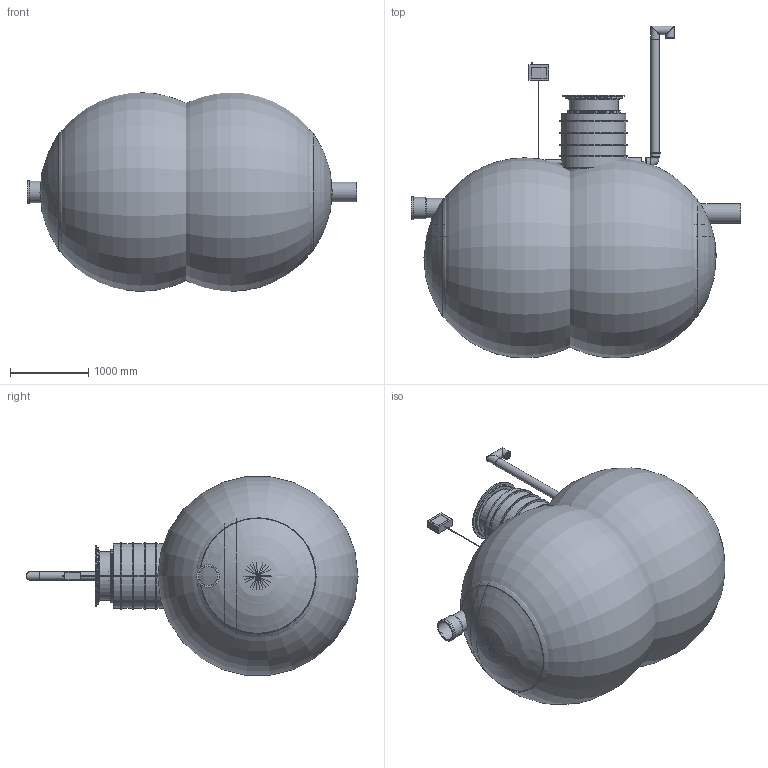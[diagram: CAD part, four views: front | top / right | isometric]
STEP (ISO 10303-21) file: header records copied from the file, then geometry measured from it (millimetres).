
FILE_DESCRIPTION(/* description */ ('Unknown'),/* implementation_level */ '2;1');
FILE_NAME(/* name */ 'EQ 1.klassi õlieraldaja NS30 ilma liivata',/* time_stamp */ '2023-04-13T13:24:30+03:00',/* author */ ('Unknown'),/* organization */ ('Unknown'),/* preprocessor_version */ 'ST-DEVELOPER v18.1',/* originating_system */ 'Solid Edge',/* authorisation */ 'Unknown');
FILE_SCHEMA (('AUTOMOTIVE_DESIGN {1 0 10303 214 3 1 1}'));
Length unit declared in the file: millimetre
Products named in the file (49): EQ 1.klassi eraldaja NS30 ilma liivata; EQ kestakoost NS30 ilma liivata; SilinderD1600_NS30 ilma liivata; Ots1_D1600_2500.113; Ots2 D1600_2500.112; PVC_polv_250; Sisendtoru_2500.106; Valjundtoru_2500.109; 2641.200 filtrikastikoost; 2641.115_vahesein2; 2641.201; 2641.202; 2641.203; Raam kahele filtriplokile 2631.000_var2; 2631.001_var2; 2631.002_var2; Polt_M6x20HK; Mutter M6 a2_NY; Filter HD Q-PAC; 2641.204; Valjundtoru_pikendusD1600_2641.110; PVC Kaksikmuhv d250; EQ olimaht NS30_D1600 ilma liivata; D800 uus rotost teeninduskaev_lisaga 20.02.23; 2697.001 tihend teeninduskaevule 670_var2; Malmluuk_D600_(Ginmika); Malmluugi_korpus_D600_(Ginmika); Malmluugi_kaan_D600_(Ginmika); 2703.001; D800 rototeeninduskaev proov D800 kp kylge tihendiga_NS20le; D800 KP silinder 9.12.19; Tihend teeninduskaevule 800; RoundTubing 25x2.3_oa_0; PE_vent_malm_L=1500; PVC_polv_110; PE venttoru DN100 L=1500; Rotoventiots; RoundTubing 110x6.6_oa_1; RoundTubing 63x4.7_oa_2; EQ efektiivne maht NS30_D1600_ilma liivata ...
Assembly tree (64 placements, depth 5):
  EQ 1.klassi eraldaja NS30 ilma liivata
    EQ kestakoost NS30 ilma liivata
      SilinderD1600_NS30 ilma liivata
      Ots1_D1600_2500.113
      Ots2 D1600_2500.112
      PVC_polv_250  x2
      Sisendtoru_2500.106
      Valjundtoru_2500.109
      2641.200 filtrikastikoost
        2641.115_vahesein2
        2641.201
        2641.202  x2
        2641.203  x2
        Raam kahele filtriplokile 2631.000_var2  x8
          2631.001_var2
          2631.002_var2
          Polt_M6x20HK
          Mutter M6 a2_NY
          Filter HD Q-PAC
        2641.204
      Valjundtoru_pikendusD1600_2641.110
      PVC Kaksikmuhv d250  x2
    EQ olimaht NS30_D1600 ilma liivata
    D800 uus rotost teeninduskaev_lisaga 20.02.23
    2697.001 tihend teeninduskaevule 670_var2
    Malmluuk_D600_(Ginmika)
      Malmluugi_korpus_D600_(Ginmika)
      Malmluugi_kaan_D600_(Ginmika)
    2703.001
    D800 rototeeninduskaev proov D800 kp kylge tihendiga_NS20le
      D800 KP silinder 9.12.19
      Tihend teeninduskaevule 800
    RoundTubing 25x2.3_oa_0
    PE_vent_malm_L=1500
      PVC_polv_110
      PE venttoru DN100 L=1500
      Rotoventiots
    RoundTubing 110x6.6_oa_1
    RoundTubing 63x4.7_oa_2
    EQ efektiivne maht NS30_D1600_ilma liivata
    Ujuk_oa_3
    Ujuk_oa_4
    Ujuk_oa_5
    elektrikarp loikefotole
    Olieraldustoru1
      SO012747-3.002
      keermelattM8x200
      Mutter M8RVNY  x2
      Seib 8 RV  x2
Bounding box: 4200 x 4237.58 x 2536.39 mm (x, y, z)
Volume: 24003117945.9 mm3; surface area: 161608620.3 mm2
Topology: 108 solids, 108 shells, 1771 faces, 4003 edges, 2499 vertices
Faces by surface type: plane 1235, cylinder 451, torus 37, cone 33, bspline 8, sphere 7
Full cylindrical faces by diameter (mm): 4.917 x16, 6 x17, 6.8 x2, 7 x32, 8 x25, 8.4 x2, 8.5 x3, 9 x4, 10 x56, 16 x2, 20 x1, 20.4 x1, 25 x1, 53.6 x1, 63 x1, 96.8 x1, 100 x2, 103.2 x3, 105 x1, 110 x9, 120 x2, 130 x2, 190 x1, 190.4 x1, 200 x2, 237.6 x3, 240 x6, 250 x16, 260 x4, 270 x2
Entity records: 16101 total; most frequent: CARTESIAN_POINT 3412, DIRECTION 2524, ORIENTED_EDGE 1784, AXIS2_PLACEMENT_3D 1052, FACE_BOUND 958, EDGE_LOOP 956, EDGE_CURVE 892, VERTEX_POINT 688
